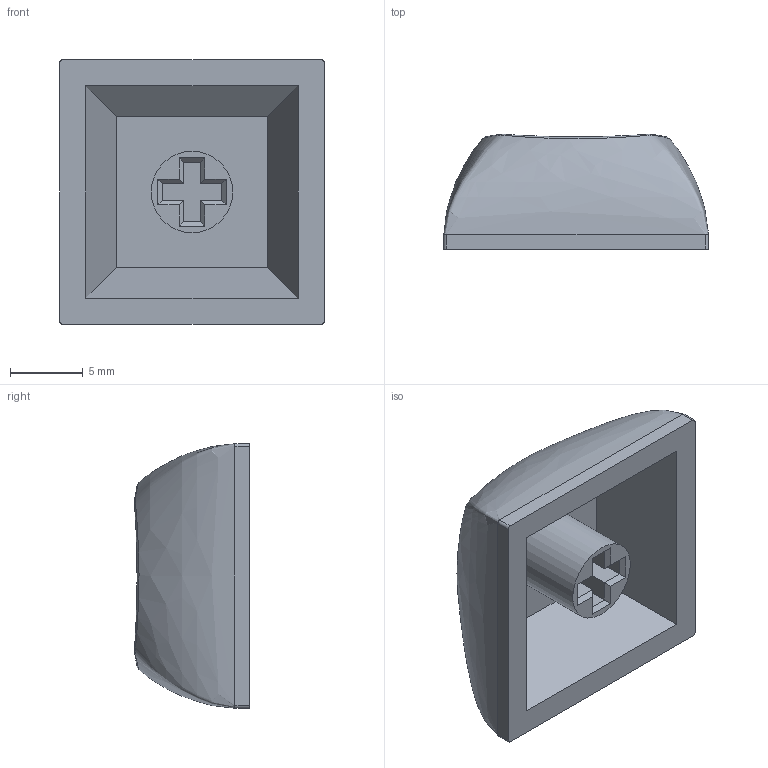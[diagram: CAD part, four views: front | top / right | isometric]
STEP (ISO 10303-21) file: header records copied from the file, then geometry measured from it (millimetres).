
FILE_DESCRIPTION(/* description */ (''),/* implementation_level */ '2;1');
FILE_NAME(/* name */ 'DSA_1u.step',/* time_stamp */ '2022-10-10T02:09:18-05:00',/* author */ (''),/* organization */ (''),/* preprocessor_version */ 'ST-DEVELOPER v19',/* originating_system */ 'Autodesk Translation Framework v11.7.0.108',/* authorisation */ '');
FILE_SCHEMA (('AUTOMOTIVE_DESIGN { 1 0 10303 214 3 1 1 }'));
Length unit declared in the file: millimetre
Products named in the file (1): DSA_1u
Bounding box: 18.2 x 7.91 x 18.2 mm (x, y, z)
Volume: 1274.7 mm3; surface area: 1391.8 mm2
Topology: 1 solids, 1 shells, 45 faces, 114 edges, 74 vertices
Faces by surface type: plane 36, cylinder 5, bspline 3, sphere 1
Full cylindrical faces by diameter (mm): 5.6 x1
Entity records: 2394 total; most frequent: CARTESIAN_POINT 1294, ORIENTED_EDGE 228, DIRECTION 197, EDGE_CURVE 114, LINE 89, VECTOR 89, VERTEX_POINT 74, AXIS2_PLACEMENT_3D 54
